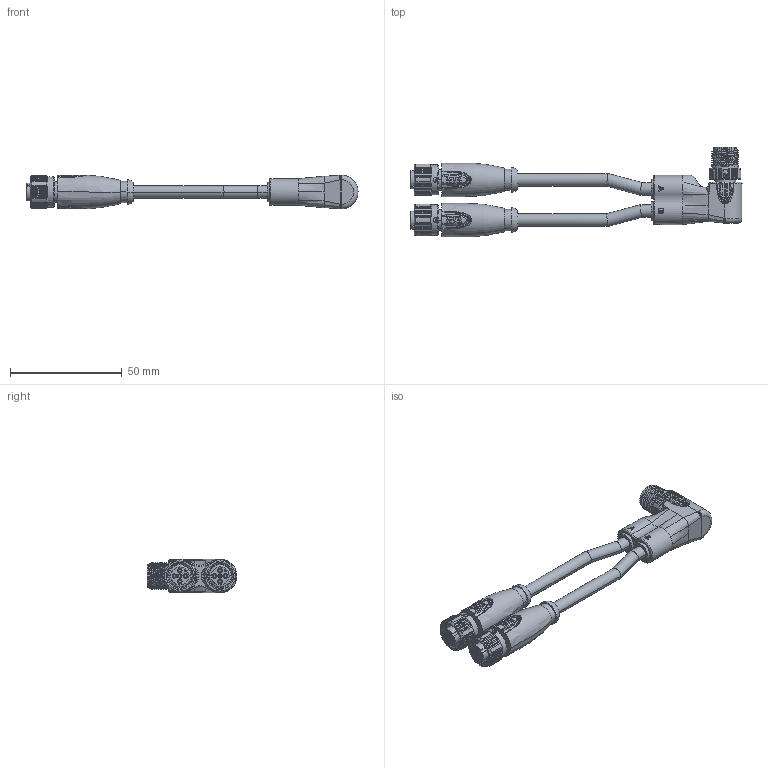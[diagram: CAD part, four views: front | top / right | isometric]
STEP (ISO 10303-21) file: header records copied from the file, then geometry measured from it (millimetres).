
FILE_DESCRIPTION((''),'2;1');
FILE_NAME('7KI7KI','2024-03-19T',('13539'),(''),'PRO/ENGINEER BY PARAMETRIC TECHNOLOGY CORPORATION, 2012480','PRO/ENGINEER BY PARAMETRIC TECHNOLOGY CORPORATION, 2012480','');
FILE_SCHEMA(('CONFIG_CONTROL_DESIGN'));
Products named in the file (1): 7KI7KI
Bounding box: 148.5 x 40.1 x 15.2 mm (x, y, z)
Volume: 25809 mm3; surface area: 14054.6 mm2
Topology: 2 solids, 7 shells, 1638 faces, 4747 edges, 3186 vertices
Faces by surface type: plane 803, cylinder 548, bspline 110, cone 85, extrusion 45, revolution 20, torus 17, sphere 10
Entity records: 75360 total; most frequent: CARTESIAN_POINT 33969, ORIENTED_EDGE 9458, DIRECTION 7746, EDGE_CURVE 4729, VERTEX_POINT 3186, AXIS2_PLACEMENT_3D 3028, EDGE_LOOP 1749, VECTOR 1670
